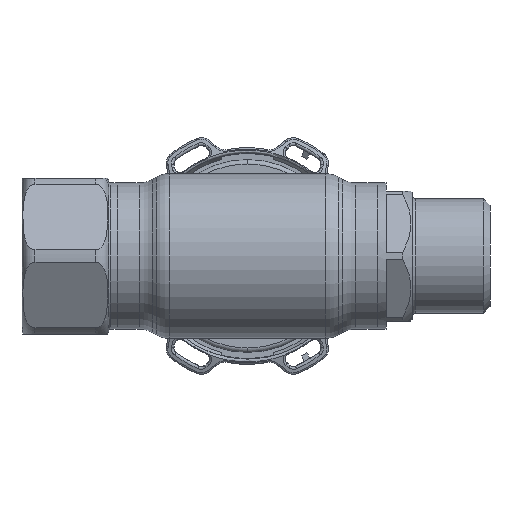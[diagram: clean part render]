
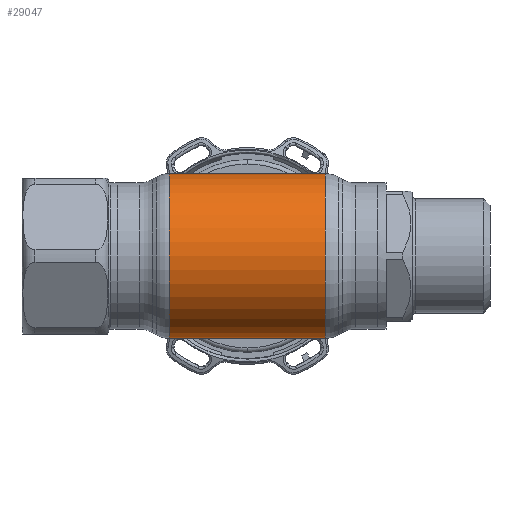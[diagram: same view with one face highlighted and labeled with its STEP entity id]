
A CAD part, front view. The second image highlights one B-rep face of the part: STEP entity #29047.
In plain terms, the highlighted cylindrical face has radius 19 mm (diameter 38 mm), a partial arc.
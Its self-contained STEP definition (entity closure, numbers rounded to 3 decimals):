
#76 = CARTESIAN_POINT ( 'NONE',  ( -18.035, 0., 0. ) ) ;
#658 = AXIS2_PLACEMENT_3D ( 'NONE', #4034, #30625, #20102 ) ;
#1791 = VERTEX_POINT ( 'NONE', #17331 ) ;
#2974 = DIRECTION ( 'NONE',  ( 0., 0., 1. ) ) ;
#4034 = CARTESIAN_POINT ( 'NONE',  ( 18.035, 0., 0. ) ) ;
#5178 = CARTESIAN_POINT ( 'NONE',  ( -62.69, 0., 0. ) ) ;
#5577 = EDGE_CURVE ( 'NONE', #8964, #17758, #8371, .T. ) ;
#8153 = VERTEX_POINT ( 'NONE', #31231 ) ;
#8371 = LINE ( 'NONE', #32647, #26210 ) ;
#8964 = VERTEX_POINT ( 'NONE', #16689 ) ;
#9793 = FACE_OUTER_BOUND ( 'NONE', #26023, .T. ) ;
#13207 = LINE ( 'NONE', #35009, #26304 ) ;
#13614 = AXIS2_PLACEMENT_3D ( 'NONE', #76, #13653, #18694 ) ;
#13653 = DIRECTION ( 'NONE',  ( -1., 0., 0. ) ) ;
#14159 = CIRCLE ( 'NONE', #13614, 19. ) ;
#14253 = ORIENTED_EDGE ( 'NONE', *, *, #25359, .T. ) ;
#15151 = CYLINDRICAL_SURFACE ( 'NONE', #17945, 19. ) ;
#15566 = EDGE_CURVE ( 'NONE', #17758, #8153, #14159, .T. ) ;
#16689 = CARTESIAN_POINT ( 'NONE',  ( 18.035, 0., -19. ) ) ;
#17331 = CARTESIAN_POINT ( 'NONE',  ( 18.035, 0., 19. ) ) ;
#17758 = VERTEX_POINT ( 'NONE', #22708 ) ;
#17806 = CIRCLE ( 'NONE', #658, 19. ) ;
#17945 = AXIS2_PLACEMENT_3D ( 'NONE', #5178, #30124, #2974 ) ;
#18694 = DIRECTION ( 'NONE',  ( 0., 0., 1. ) ) ;
#20102 = DIRECTION ( 'NONE',  ( 0., 0., 1. ) ) ;
#21524 = ORIENTED_EDGE ( 'NONE', *, *, #5577, .F. ) ;
#22679 = EDGE_CURVE ( 'NONE', #8964, #1791, #17806, .T. ) ;
#22708 = CARTESIAN_POINT ( 'NONE',  ( -18.035, 0., -19. ) ) ;
#25359 = EDGE_CURVE ( 'NONE', #1791, #8153, #13207, .T. ) ;
#26023 = EDGE_LOOP ( 'NONE', ( #21524, #31170, #14253, #35086 ) ) ;
#26210 = VECTOR ( 'NONE', #30295, 1000. ) ;
#26304 = VECTOR ( 'NONE', #32836, 1000. ) ;
#29047 = ADVANCED_FACE ( 'NONE', ( #9793 ), #15151, .T. ) ;
#30124 = DIRECTION ( 'NONE',  ( -1., 0., 0. ) ) ;
#30295 = DIRECTION ( 'NONE',  ( -1., 0., 0. ) ) ;
#30625 = DIRECTION ( 'NONE',  ( -1., 0., 0. ) ) ;
#31170 = ORIENTED_EDGE ( 'NONE', *, *, #22679, .T. ) ;
#31231 = CARTESIAN_POINT ( 'NONE',  ( -18.035, 0., 19. ) ) ;
#32647 = CARTESIAN_POINT ( 'NONE',  ( -62.69, 0., -19. ) ) ;
#32836 = DIRECTION ( 'NONE',  ( -1., 0., 0. ) ) ;
#35009 = CARTESIAN_POINT ( 'NONE',  ( -62.69, 0., 19. ) ) ;
#35086 = ORIENTED_EDGE ( 'NONE', *, *, #15566, .F. ) ;
